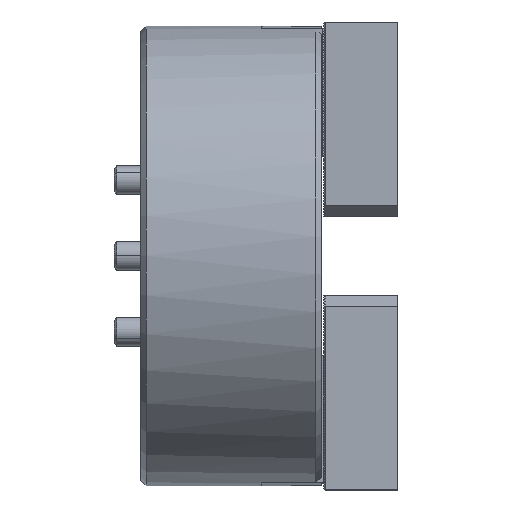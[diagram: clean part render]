
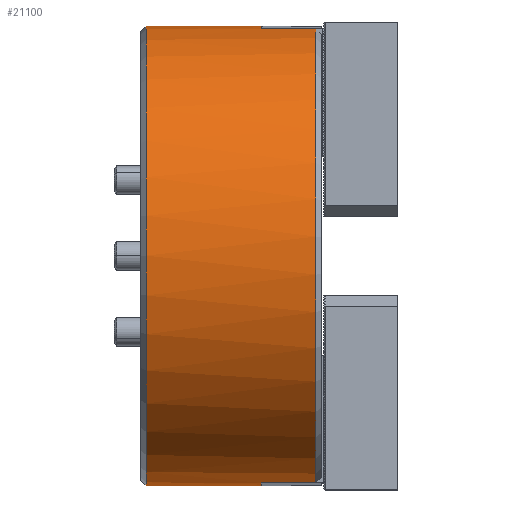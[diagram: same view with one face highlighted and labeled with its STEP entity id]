
A CAD part, top view. The second image highlights one B-rep face of the part: STEP entity #21100.
In plain terms, the highlighted cylindrical face has radius 130 mm (diameter 260 mm), a partial arc.
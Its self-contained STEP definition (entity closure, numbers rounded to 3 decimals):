
#493 = DIRECTION ( 'NONE',  ( 0., 1., 0. ) ) ;
#2075 = CARTESIAN_POINT ( 'NONE',  ( -34., 130., 0. ) ) ;
#2217 = DIRECTION ( 'NONE',  ( 1., 0., 0. ) ) ;
#3228 = CARTESIAN_POINT ( 'NONE',  ( -99., -130., 0. ) ) ;
#3294 = VERTEX_POINT ( 'NONE', #19348 ) ;
#4518 = ORIENTED_EDGE ( 'NONE', *, *, #12472, .T. ) ;
#4912 = DIRECTION ( 'NONE',  ( 0., 1., 0. ) ) ;
#5093 = VERTEX_POINT ( 'NONE', #32973 ) ;
#5898 = AXIS2_PLACEMENT_3D ( 'NONE', #17516, #6575, #45643 ) ;
#5958 = CARTESIAN_POINT ( 'NONE',  ( 0., -130., 0. ) ) ;
#6190 = CARTESIAN_POINT ( 'NONE',  ( 0., 128.293, 21. ) ) ;
#6575 = DIRECTION ( 'NONE',  ( 1., 0., 0. ) ) ;
#8441 = CYLINDRICAL_SURFACE ( 'NONE', #34284, 130. ) ;
#8969 = CARTESIAN_POINT ( 'NONE',  ( -34., 0., 0. ) ) ;
#9605 = ORIENTED_EDGE ( 'NONE', *, *, #14789, .T. ) ;
#9757 = ORIENTED_EDGE ( 'NONE', *, *, #27147, .F. ) ;
#10990 = EDGE_LOOP ( 'NONE', ( #30995, #41453, #4518, #9605, #33141, #23795, #39767, #9757 ) ) ;
#12472 = EDGE_CURVE ( 'NONE', #20164, #5093, #43993, .T. ) ;
#12897 = LINE ( 'NONE', #27183, #22677 ) ;
#13577 = VECTOR ( 'NONE', #20169, 1000. ) ;
#14789 = EDGE_CURVE ( 'NONE', #5093, #3294, #30742, .T. ) ;
#15045 = VERTEX_POINT ( 'NONE', #38971 ) ;
#15632 = CARTESIAN_POINT ( 'NONE',  ( -3., 0., 0. ) ) ;
#16483 = CARTESIAN_POINT ( 'NONE',  ( 0., -128.293, 21. ) ) ;
#17239 = VERTEX_POINT ( 'NONE', #3228 ) ;
#17516 = CARTESIAN_POINT ( 'NONE',  ( -99., 0., 0. ) ) ;
#17952 = EDGE_CURVE ( 'NONE', #15045, #17239, #26043, .T. ) ;
#19348 = CARTESIAN_POINT ( 'NONE',  ( -3., -128.293, 21. ) ) ;
#20164 = VERTEX_POINT ( 'NONE', #43176 ) ;
#20169 = DIRECTION ( 'NONE',  ( 1., 0., 0. ) ) ;
#20410 = DIRECTION ( 'NONE',  ( -1., 0., 0. ) ) ;
#21100 = ADVANCED_FACE ( 'NONE', ( #40477 ), #8441, .T. ) ;
#22034 = VERTEX_POINT ( 'NONE', #2075 ) ;
#22592 = CIRCLE ( 'NONE', #22622, 130. ) ;
#22622 = AXIS2_PLACEMENT_3D ( 'NONE', #15632, #29892, #44180 ) ;
#22677 = VECTOR ( 'NONE', #41441, 1000. ) ;
#22694 = CARTESIAN_POINT ( 'NONE',  ( 0., 0., 0. ) ) ;
#23215 = DIRECTION ( 'NONE',  ( -1., 0., 0. ) ) ;
#23647 = AXIS2_PLACEMENT_3D ( 'NONE', #39567, #32520, #493 ) ;
#23795 = ORIENTED_EDGE ( 'NONE', *, *, #31891, .T. ) ;
#26043 = CIRCLE ( 'NONE', #5898, 130. ) ;
#26312 = VERTEX_POINT ( 'NONE', #41321 ) ;
#26940 = VERTEX_POINT ( 'NONE', #39586 ) ;
#27147 = EDGE_CURVE ( 'NONE', #15045, #22034, #12897, .T. ) ;
#27183 = CARTESIAN_POINT ( 'NONE',  ( 0., 130., 0. ) ) ;
#29449 = EDGE_CURVE ( 'NONE', #26940, #22034, #38550, .T. ) ;
#29892 = DIRECTION ( 'NONE',  ( 1., 0., 0. ) ) ;
#30742 = LINE ( 'NONE', #16483, #34821 ) ;
#30995 = ORIENTED_EDGE ( 'NONE', *, *, #17952, .T. ) ;
#31891 = EDGE_CURVE ( 'NONE', #26312, #26940, #38206, .T. ) ;
#32520 = DIRECTION ( 'NONE',  ( -1., 0., 0. ) ) ;
#32973 = CARTESIAN_POINT ( 'NONE',  ( -34., -128.293, 21. ) ) ;
#33141 = ORIENTED_EDGE ( 'NONE', *, *, #42797, .F. ) ;
#34284 = AXIS2_PLACEMENT_3D ( 'NONE', #22694, #36941, #4912 ) ;
#34821 = VECTOR ( 'NONE', #2217, 1000. ) ;
#36941 = DIRECTION ( 'NONE',  ( 1., 0., 0. ) ) ;
#37468 = DIRECTION ( 'NONE',  ( 0., 0., -1. ) ) ;
#37959 = LINE ( 'NONE', #5958, #13577 ) ;
#38206 = LINE ( 'NONE', #6190, #38245 ) ;
#38245 = VECTOR ( 'NONE', #20410, 1000. ) ;
#38512 = AXIS2_PLACEMENT_3D ( 'NONE', #8969, #23215, #37468 ) ;
#38550 = CIRCLE ( 'NONE', #38512, 130. ) ;
#38971 = CARTESIAN_POINT ( 'NONE',  ( -99., 130., 0. ) ) ;
#39567 = CARTESIAN_POINT ( 'NONE',  ( -34., 0., 0. ) ) ;
#39586 = CARTESIAN_POINT ( 'NONE',  ( -34., 128.293, 21. ) ) ;
#39767 = ORIENTED_EDGE ( 'NONE', *, *, #29449, .T. ) ;
#40477 = FACE_OUTER_BOUND ( 'NONE', #10990, .T. ) ;
#41321 = CARTESIAN_POINT ( 'NONE',  ( -3., 128.293, 21. ) ) ;
#41441 = DIRECTION ( 'NONE',  ( 1., 0., 0. ) ) ;
#41453 = ORIENTED_EDGE ( 'NONE', *, *, #44968, .T. ) ;
#42797 = EDGE_CURVE ( 'NONE', #26312, #3294, #22592, .T. ) ;
#43176 = CARTESIAN_POINT ( 'NONE',  ( -34., -130., 0. ) ) ;
#43993 = CIRCLE ( 'NONE', #23647, 130. ) ;
#44180 = DIRECTION ( 'NONE',  ( 0., 1., 0. ) ) ;
#44968 = EDGE_CURVE ( 'NONE', #17239, #20164, #37959, .T. ) ;
#45643 = DIRECTION ( 'NONE',  ( 0., 1., 0. ) ) ;
